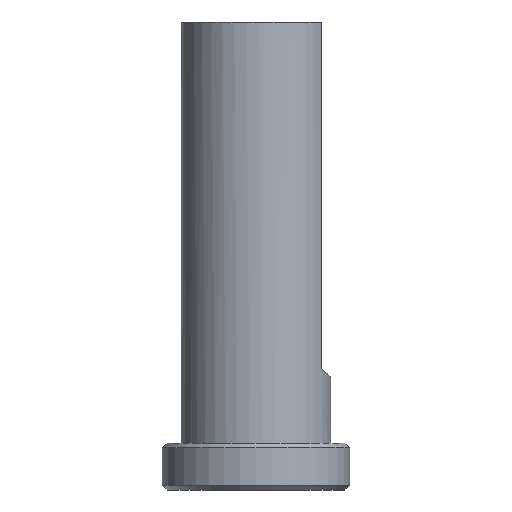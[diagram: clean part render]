
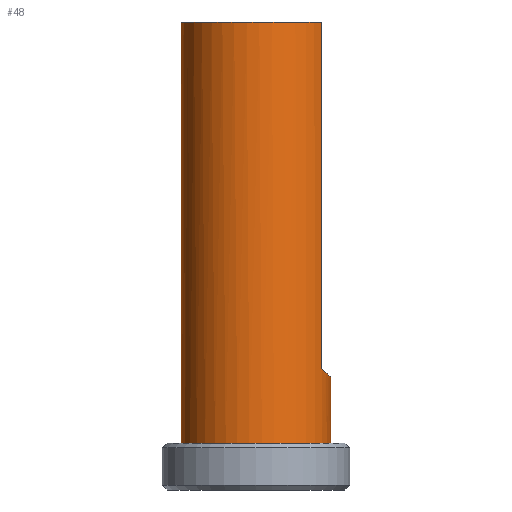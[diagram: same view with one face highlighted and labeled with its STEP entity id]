
A CAD part, left-side view. The second image highlights one B-rep face of the part: STEP entity #48.
In plain terms, the highlighted cylindrical face has radius 8 mm (diameter 16 mm), a full revolution.
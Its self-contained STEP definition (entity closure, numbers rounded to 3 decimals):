
#48=ADVANCED_FACE('',(#79,#80),#63,.T.);
#63=CYLINDRICAL_SURFACE('',#252,8.);
#68=ELLIPSE('',#251,11.314,8.);
#69=LINE('',#358,#74);
#70=LINE('',#363,#75);
#74=VECTOR('',#288,1.);
#75=VECTOR('',#291,1.);
#79=FACE_BOUND('',#103,.T.);
#80=FACE_BOUND('',#104,.T.);
#103=EDGE_LOOP('',(#130));
#104=EDGE_LOOP('',(#131,#132,#133,#134));
#130=ORIENTED_EDGE('',*,*,#184,.T.);
#131=ORIENTED_EDGE('',*,*,#185,.F.);
#132=ORIENTED_EDGE('',*,*,#186,.F.);
#133=ORIENTED_EDGE('',*,*,#187,.F.);
#134=ORIENTED_EDGE('',*,*,#188,.F.);
#168=VERTEX_POINT('',#357);
#169=VERTEX_POINT('',#359);
#170=VERTEX_POINT('',#360);
#171=VERTEX_POINT('',#362);
#172=VERTEX_POINT('',#364);
#184=EDGE_CURVE('',#168,#168,#203,.T.);
#185=EDGE_CURVE('',#169,#170,#69,.T.);
#186=EDGE_CURVE('',#171,#169,#204,.T.);
#187=EDGE_CURVE('',#172,#171,#70,.T.);
#188=EDGE_CURVE('',#170,#172,#68,.T.);
#203=CIRCLE('',#249,8.);
#204=CIRCLE('',#250,8.);
#249=AXIS2_PLACEMENT_3D('',#356,#286,#287);
#250=AXIS2_PLACEMENT_3D('',#361,#289,#290);
#251=AXIS2_PLACEMENT_3D('',#365,#292,#293);
#252=AXIS2_PLACEMENT_3D('',#366,#294,#295);
#286=DIRECTION('',(0.,0.,1.));
#287=DIRECTION('',(0.,1.,0.));
#288=DIRECTION('',(0.,0.,-1.));
#289=DIRECTION('',(0.,0.,1.));
#290=DIRECTION('',(0.,1.,0.));
#291=DIRECTION('',(0.,0.,1.));
#292=DIRECTION('',(0.,-0.707,0.707));
#293=DIRECTION('',(0.,0.707,0.707));
#294=DIRECTION('',(0.,0.,1.));
#295=DIRECTION('',(0.,-1.,0.));
#356=CARTESIAN_POINT('',(0.,0.,0.));
#357=CARTESIAN_POINT('',(0.,8.,0.));
#358=CARTESIAN_POINT('',(-3.873,-7.,45.));
#359=CARTESIAN_POINT('',(-3.873,-7.,45.));
#360=CARTESIAN_POINT('',(-3.873,-7.,8.));
#361=CARTESIAN_POINT('',(0.,0.,45.));
#362=CARTESIAN_POINT('',(3.873,-7.,45.));
#363=CARTESIAN_POINT('',(3.873,-7.,45.));
#364=CARTESIAN_POINT('',(3.873,-7.,8.));
#365=CARTESIAN_POINT('',(0.,0.,15.));
#366=CARTESIAN_POINT('',(0.,0.,45.));
